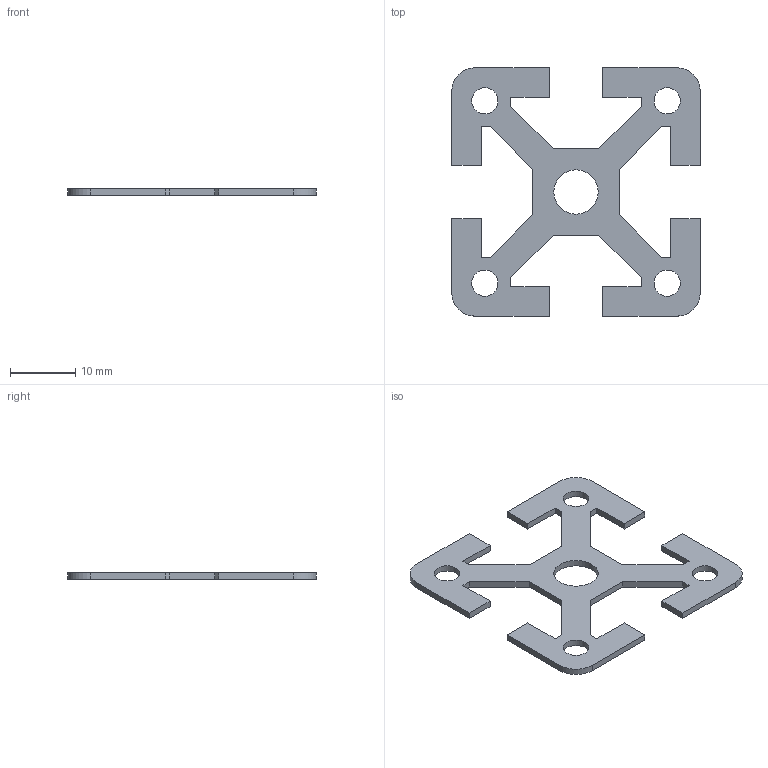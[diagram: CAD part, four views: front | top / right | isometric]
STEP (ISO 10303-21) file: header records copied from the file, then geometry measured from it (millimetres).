
FILE_DESCRIPTION((''),'2;1');
FILE_NAME('SP980_extern.ipt.step','2007-09-10T15:12:38',(''),(''),'Autodesk Inventor 11','Autodesk Inventor 11','');
FILE_SCHEMA(('AUTOMOTIVE_DESIGN { 1 0 10303 214 1 1 1 1 }'));
Length unit declared in the file: millimetre
Products named in the file (1): SP980_extern
Bounding box: 38.1 x 38.1 x 1 mm (x, y, z)
Volume: 743.1 mm3; surface area: 1867.6 mm2
Topology: 1 solids, 1 shells, 55 faces, 164 edges, 111 vertices
Faces by surface type: plane 46, bspline 5, cylinder 4
Entity records: 1874 total; most frequent: CARTESIAN_POINT 401, ORIENTED_EDGE 308, DIRECTION 274, EDGE_CURVE 154, VECTOR 136, LINE 136, VERTEX_POINT 106, EDGE_LOOP 70
